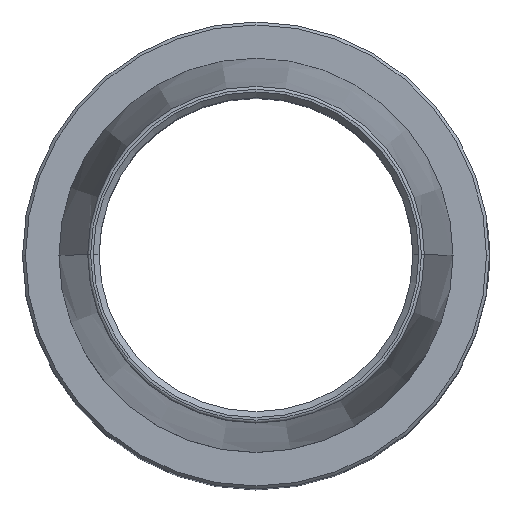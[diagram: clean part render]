
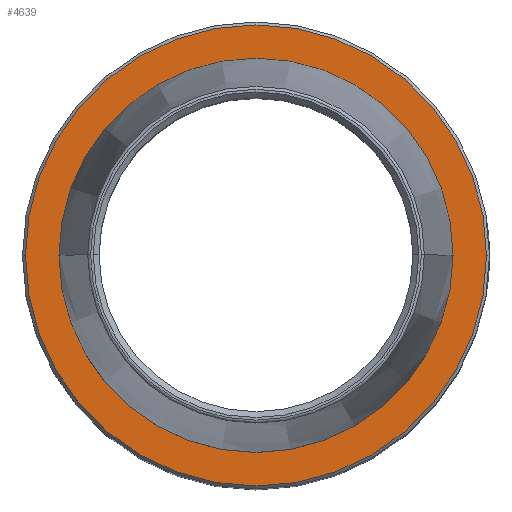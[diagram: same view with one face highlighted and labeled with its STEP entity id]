
A CAD part, top view. The second image highlights one B-rep face of the part: STEP entity #4639.
In plain terms, the highlighted planar face has unit normal (0, 0, 1).
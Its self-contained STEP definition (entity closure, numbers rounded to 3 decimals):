
#233 = VERTEX_POINT ( 'NONE', #3867 ) ;
#291 = DIRECTION ( 'NONE',  ( 0., 0., -1. ) ) ;
#416 = AXIS2_PLACEMENT_3D ( 'NONE', #1580, #3960, #1412 ) ;
#1181 = DIRECTION ( 'NONE',  ( 1., 0., 0. ) ) ;
#1399 = AXIS2_PLACEMENT_3D ( 'NONE', #6804, #8256, #4570 ) ;
#1412 = DIRECTION ( 'NONE',  ( -1., 0., 0. ) ) ;
#1467 = AXIS2_PLACEMENT_3D ( 'NONE', #8819, #9431, #1181 ) ;
#1556 = EDGE_CURVE ( 'NONE', #3592, #233, #4447, .T. ) ;
#1580 = CARTESIAN_POINT ( 'NONE',  ( 0., 0., -14.56 ) ) ;
#2019 = ORIENTED_EDGE ( 'NONE', *, *, #1556, .T. ) ;
#2511 = AXIS2_PLACEMENT_3D ( 'NONE', #8686, #2795, #6597 ) ;
#2512 = EDGE_CURVE ( 'NONE', #3654, #9716, #9302, .T. ) ;
#2777 = CARTESIAN_POINT ( 'NONE',  ( 6.7, 0., -14.56 ) ) ;
#2795 = DIRECTION ( 'NONE',  ( 0., 0., 1. ) ) ;
#3098 = AXIS2_PLACEMENT_3D ( 'NONE', #6626, #291, #7776 ) ;
#3592 = VERTEX_POINT ( 'NONE', #9165 ) ;
#3654 = VERTEX_POINT ( 'NONE', #2777 ) ;
#3671 = ORIENTED_EDGE ( 'NONE', *, *, #2512, .T. ) ;
#3867 = CARTESIAN_POINT ( 'NONE',  ( -7.838, 0., -14.56 ) ) ;
#3960 = DIRECTION ( 'NONE',  ( 0., 0., -1. ) ) ;
#4065 = ORIENTED_EDGE ( 'NONE', *, *, #5736, .T. ) ;
#4447 = CIRCLE ( 'NONE', #2511, 7.838 ) ;
#4570 = DIRECTION ( 'NONE',  ( 1., 0., 0. ) ) ;
#4639 = ADVANCED_FACE ( 'NONE', ( #7929, #8413 ), #6478, .T. ) ;
#5224 = EDGE_LOOP ( 'NONE', ( #4065, #3671 ) ) ;
#5736 = EDGE_CURVE ( 'NONE', #9716, #3654, #7183, .T. ) ;
#5831 = CARTESIAN_POINT ( 'NONE',  ( -6.7, 0., -14.56 ) ) ;
#6478 = PLANE ( 'NONE',  #1399 ) ;
#6597 = DIRECTION ( 'NONE',  ( 1., 0., 0. ) ) ;
#6626 = CARTESIAN_POINT ( 'NONE',  ( 0., 0., -14.56 ) ) ;
#6804 = CARTESIAN_POINT ( 'NONE',  ( 0., 6.7, -14.56 ) ) ;
#7183 = CIRCLE ( 'NONE', #416, 6.7 ) ;
#7344 = CIRCLE ( 'NONE', #1467, 7.838 ) ;
#7358 = EDGE_CURVE ( 'NONE', #233, #3592, #7344, .T. ) ;
#7774 = EDGE_LOOP ( 'NONE', ( #9575, #2019 ) ) ;
#7776 = DIRECTION ( 'NONE',  ( -1., 0., 0. ) ) ;
#7929 = FACE_OUTER_BOUND ( 'NONE', #7774, .T. ) ;
#8256 = DIRECTION ( 'NONE',  ( 0., 0., 1. ) ) ;
#8413 = FACE_BOUND ( 'NONE', #5224, .T. ) ;
#8686 = CARTESIAN_POINT ( 'NONE',  ( 0., 0., -14.56 ) ) ;
#8819 = CARTESIAN_POINT ( 'NONE',  ( 0., 0., -14.56 ) ) ;
#9165 = CARTESIAN_POINT ( 'NONE',  ( 7.838, 0., -14.56 ) ) ;
#9302 = CIRCLE ( 'NONE', #3098, 6.7 ) ;
#9431 = DIRECTION ( 'NONE',  ( 0., 0., 1. ) ) ;
#9575 = ORIENTED_EDGE ( 'NONE', *, *, #7358, .T. ) ;
#9716 = VERTEX_POINT ( 'NONE', #5831 ) ;
